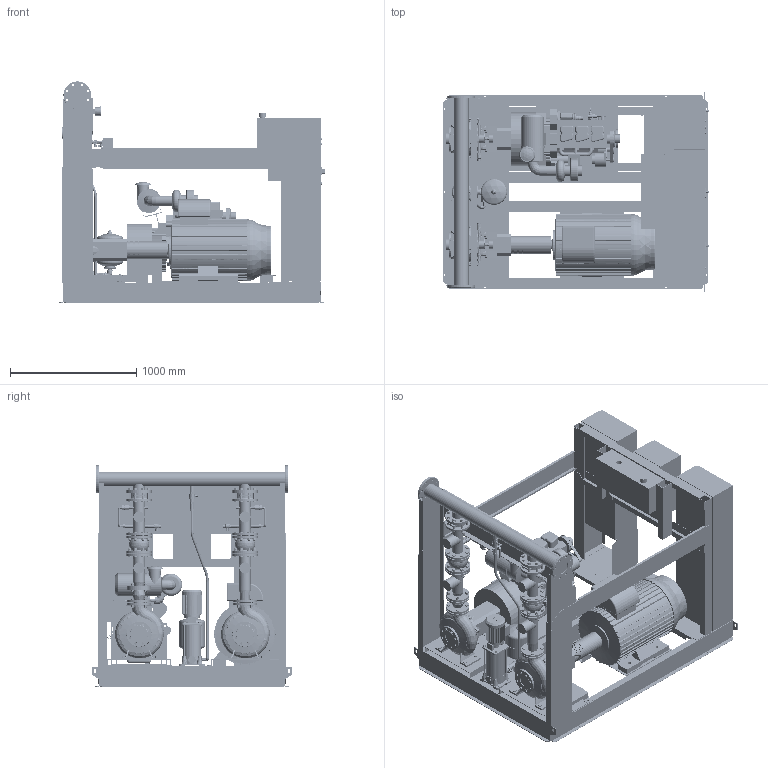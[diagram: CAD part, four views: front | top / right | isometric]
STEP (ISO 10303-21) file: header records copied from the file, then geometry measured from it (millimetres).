
FILE_DESCRIPTION((''),'2;1');
FILE_NAME('3d_Sifire-EN-65_250-259-55_66_1.1EDJ-4184032.stp','2015-05-26T08:00:21',(''),(''),'Mechanical Desktop 2009','Mechanical Desktop 2009',', , ');
FILE_SCHEMA(('CONFIG_CONTROL_DESIGN'));
Length unit declared in the file: millimetre
Products named in the file (1): Product
Bounding box: 2105.5 x 1582 x 1750 mm (x, y, z)
Volume: 715585251.8 mm3; surface area: 43082435.4 mm2
Topology: 318 solids, 319 shells, 7841 faces, 18935 edges, 11941 vertices
Faces by surface type: plane 2869, bspline 2226, cylinder 1640, cone 880, torus 189, sphere 37
Entity records: 252010 total; most frequent: CARTESIAN_POINT 79161, ORIENTED_EDGE 37794, DIRECTION 33306, EDGE_CURVE 18897, VERTEX_POINT 11938, AXIS2_PLACEMENT_3D 11735, VECTOR 9836, LINE 9836
